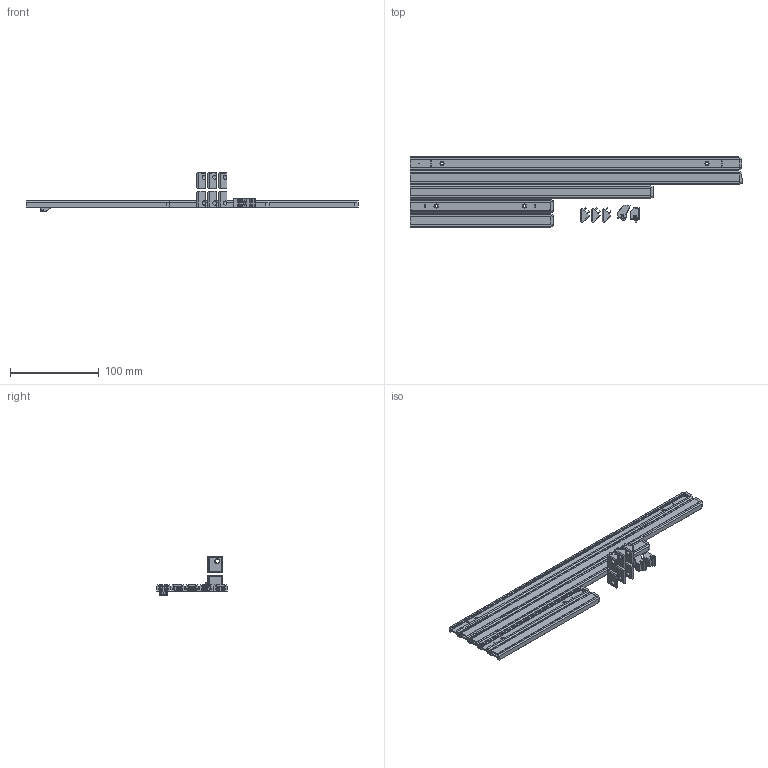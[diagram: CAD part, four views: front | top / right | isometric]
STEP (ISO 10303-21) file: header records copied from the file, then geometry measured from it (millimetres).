
FILE_DESCRIPTION(/* description */ (''),/* implementation_level */ '2;1');
FILE_NAME(/* name */ 'Overcasters.step',/* time_stamp */ '2023-08-01T23:03:43-04:00',/* author */ (''),/* organization */ (''),/* preprocessor_version */ 'ST-DEVELOPER v20',/* originating_system */ 'Autodesk Translation Framework v12.9.0.99',/* authorisation */ '');
FILE_SCHEMA (('AUTOMOTIVE_DESIGN { 1 0 10303 214 3 1 1 }'));
Products named in the file (70): DaylightDiffusers; Daylight/Disco; Daylight XXL; Disco XXL; PCBs; Daylight_XXL PCB; Daylight PCB; PinHeader_1x02_P2.54mm_Horizontal; PinHeader_1x02_P2.54mm_Horizontal_1; SOLID (1); _autosave-Daylight PCB; Disco_XXL PCB; JST_XH_S3B-XH-A-1_1x03_P2.50mm_Horizontal (1); SOLID (2) (1) (1); Disco PCB; Daylight_Disco PCB; C_0805_2012Metric; C_0805_2012Metric_1; LED_WS2812B_PLCC4_5.0x5.0mm_P3.2mm; C_0805_2012Metric_2; LED_WS2812B_PLCC4_5.0x5.0mm_P3.2mm_1; LED_WS2812B_PLCC4_5.0x5.0mm_P3.2mm_2; C_0805_2012Metric_3; LED_WS2812B_PLCC4_5.0x5.0mm_P3.2mm_3; C_0805_2012Metric_4; C_0805_2012Metric_5; LED_WS2812B_PLCC4_5.0x5.0mm_P3.2mm_4; C_0805_2012Metric_6; LED_WS2812B_PLCC4_5.0x5.0mm_P3.2mm_5; C_0805_2012Metric_7; JST_XH_S3B-XH-A-1_1x03_P2.50mm_Horizontal; C_0805_2012Metric_8; LED_WS2812B_PLCC4_5.0x5.0mm_P3.2mm_6; C_0805_2012Metric_9; LED_WS2812B_PLCC4_5.0x5.0mm_P3.2mm_7; LED_WS2812B_PLCC4_5.0x5.0mm_P3.2mm_8; LED_WS2812B_PLCC4_5.0x5.0mm_P3.2mm_9; LED_WS2812B_PLCC4_5.0x5.0mm_P3.2mm_10; JST_XH_S3B-XH-A-1_1x03_P2.50mm_Horizontal_1; SOLID (2) (1) ...
Assembly tree (102 placements, depth 5):
  DaylightDiffusers
    Daylight/Disco
    Daylight XXL
    Disco XXL
    PCBs
      Daylight_XXL PCB
      Daylight PCB
        PinHeader_1x02_P2.54mm_Horizontal
          SOLID (1)
        PinHeader_1x02_P2.54mm_Horizontal_1
          SOLID (1)
        _autosave-Daylight PCB
      Disco_XXL PCB
        JST_XH_S3B-XH-A-1_1x03_P2.50mm_Horizontal (1)
          SOLID (2) (1) (1)
      Disco PCB
        Daylight_Disco PCB
        C_0805_2012Metric
          SOLID (2)
        C_0805_2012Metric_1
          SOLID (2)
        LED_WS2812B_PLCC4_5.0x5.0mm_P3.2mm
          SOLID (1) (1)
        C_0805_2012Metric_2
          SOLID (2)
        LED_WS2812B_PLCC4_5.0x5.0mm_P3.2mm_1
          SOLID (1) (1)
        LED_WS2812B_PLCC4_5.0x5.0mm_P3.2mm_2
          SOLID (1) (1)
        C_0805_2012Metric_3
          SOLID (2)
        LED_WS2812B_PLCC4_5.0x5.0mm_P3.2mm_3
          SOLID (1) (1)
        C_0805_2012Metric_4
          SOLID (2)
        C_0805_2012Metric_5
          SOLID (2)
        LED_WS2812B_PLCC4_5.0x5.0mm_P3.2mm_4
          SOLID (1) (1)
        C_0805_2012Metric_6
          SOLID (2)
        LED_WS2812B_PLCC4_5.0x5.0mm_P3.2mm_5
          SOLID (1) (1)
        C_0805_2012Metric_7
          SOLID (2)
        JST_XH_S3B-XH-A-1_1x03_P2.50mm_Horizontal
          SOLID (2) (1)
        C_0805_2012Metric_8
          SOLID (2)
        LED_WS2812B_PLCC4_5.0x5.0mm_P3.2mm_6
          SOLID (1) (1)
        C_0805_2012Metric_9
          SOLID (2)
        LED_WS2812B_PLCC4_5.0x5.0mm_P3.2mm_7
          SOLID (1) (1)
        LED_WS2812B_PLCC4_5.0x5.0mm_P3.2mm_8
          SOLID (1) (1)
        LED_WS2812B_PLCC4_5.0x5.0mm_P3.2mm_9
          SOLID (1) (1)
        LED_WS2812B_PLCC4_5.0x5.0mm_P3.2mm_10
Bounding box: 373.04 x 79.25 x 43.31 mm (x, y, z)
Volume: 111882.6 mm3; surface area: 145078.3 mm2
Topology: 56 solids, 56 shells, 3569 faces, 9670 edges, 6165 vertices
Faces by surface type: plane 2794, cylinder 743, cone 32
Full cylindrical faces by diameter (mm): 0.5 x96, 0.95 x15, 1 x15, 3.2 x12, 3.333 x18, 4.7 x8
Entity records: 64367 total; most frequent: CARTESIAN_POINT 10957, ORIENTED_EDGE 10750, DIRECTION 10189, EDGE_CURVE 5375, LINE 4943, VECTOR 4943, VERTEX_POINT 3385, AXIS2_PLACEMENT_3D 2623
